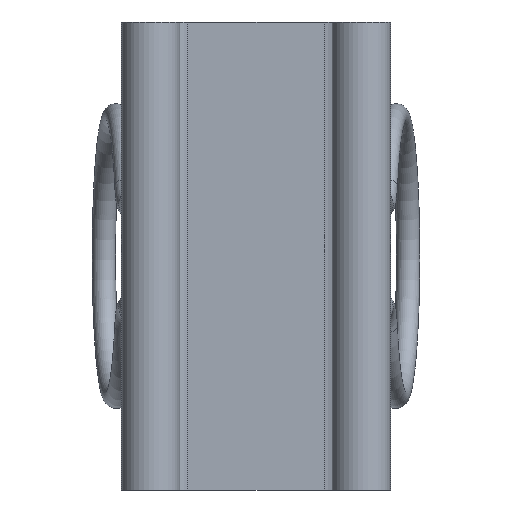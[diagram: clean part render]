
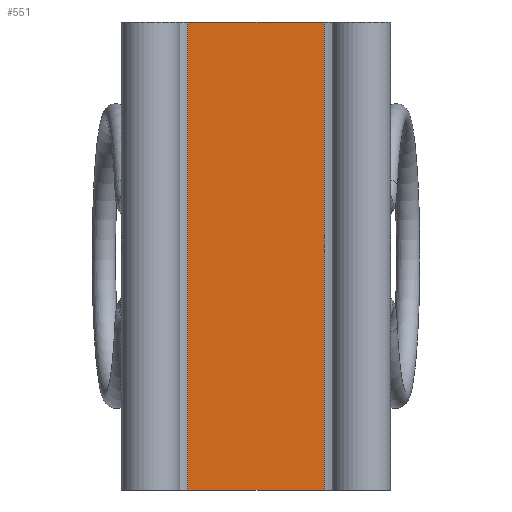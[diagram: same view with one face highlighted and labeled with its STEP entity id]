
A CAD part, front view. The second image highlights one B-rep face of the part: STEP entity #551.
In plain terms, the highlighted planar face has unit normal (0, -1, 0).
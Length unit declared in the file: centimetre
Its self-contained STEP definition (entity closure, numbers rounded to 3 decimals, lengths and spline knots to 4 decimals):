
#111=VECTOR('',#695,1.);
#116=VECTOR('',#714,1.);
#119=VECTOR('',#720,1.);
#121=VECTOR('',#725,1.);
#135=LINE('',#965,#111);
#140=LINE('',#985,#116);
#143=LINE('',#991,#119);
#145=LINE('',#997,#121);
#163=PLANE('',#609);
#205=VERTEX_POINT('',#964);
#206=VERTEX_POINT('',#966);
#213=VERTEX_POINT('',#984);
#215=VERTEX_POINT('',#992);
#283=EDGE_CURVE('',#206,#205,#135,.T.);
#293=EDGE_CURVE('',#213,#205,#140,.T.);
#296=EDGE_CURVE('',#206,#215,#143,.T.);
#299=EDGE_CURVE('',#213,#215,#145,.T.);
#380=ORIENTED_EDGE('',*,*,#293,.F.);
#381=ORIENTED_EDGE('',*,*,#299,.T.);
#382=ORIENTED_EDGE('',*,*,#296,.F.);
#383=ORIENTED_EDGE('',*,*,#283,.T.);
#463=EDGE_LOOP('',(#380,#381,#382,#383));
#513=FACE_BOUND('',#463,.T.);
#551=ADVANCED_FACE('',(#513),#163,.T.);
#609=AXIS2_PLACEMENT_3D('',#996,#724,$);
#695=DIRECTION('',(1.,0.,0.));
#714=DIRECTION('',(0.,0.,-1.));
#720=DIRECTION('',(0.,0.,1.));
#724=DIRECTION('',(0.,-1.,0.));
#725=DIRECTION('',(-1.,0.,0.));
#964=CARTESIAN_POINT('',(0.291,1.,-1.));
#965=CARTESIAN_POINT('',(-0.4,1.,-1.));
#966=CARTESIAN_POINT('',(-0.291,1.,-1.));
#984=CARTESIAN_POINT('',(0.291,1.,1.));
#985=CARTESIAN_POINT('',(0.291,1.,-1.));
#991=CARTESIAN_POINT('',(-0.291,1.,-1.));
#992=CARTESIAN_POINT('',(-0.291,1.,1.));
#996=CARTESIAN_POINT('',(0.,1.,-1.));
#997=CARTESIAN_POINT('',(-0.4,1.,1.));
